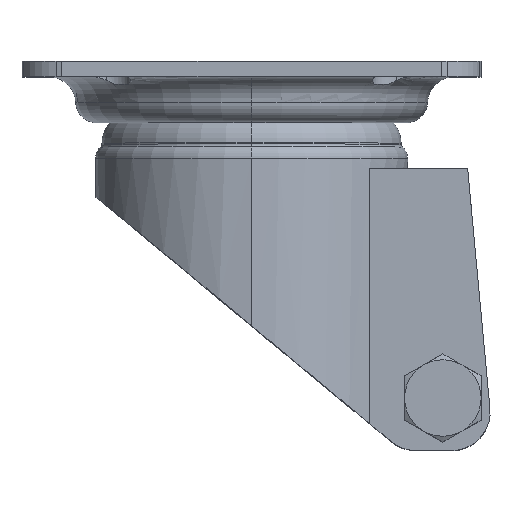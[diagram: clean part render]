
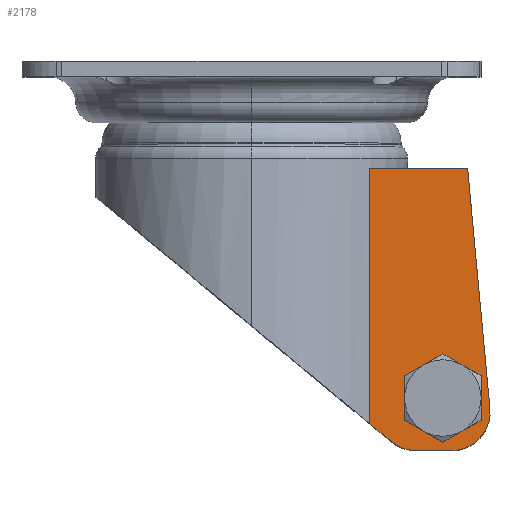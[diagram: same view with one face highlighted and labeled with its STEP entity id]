
A CAD part, top view. The second image highlights one B-rep face of the part: STEP entity #2178.
In plain terms, the highlighted planar face has unit normal (0, 0, 1).
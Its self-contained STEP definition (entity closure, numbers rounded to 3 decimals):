
#4 = CARTESIAN_POINT ( 'NONE',  ( 18.15, -42.181, 13.35 ) ) ;
#7 = DIRECTION ( 'NONE',  ( 0., -1., 0. ) ) ;
#37 = CARTESIAN_POINT ( 'NONE',  ( 26.176, -50.85, 13.35 ) ) ;
#107 = EDGE_CURVE ( 'NONE', #2598, #1265, #2411, .T. ) ;
#158 = VERTEX_POINT ( 'NONE', #3018 ) ;
#179 = AXIS2_PLACEMENT_3D ( 'NONE', #5382, #3781, #7 ) ;
#229 = CARTESIAN_POINT ( 'NONE',  ( 23.15, -50.842, 13.35 ) ) ;
#231 = EDGE_CURVE ( 'NONE', #3720, #1467, #5204, .T. ) ;
#252 = LINE ( 'NONE', #229, #993 ) ;
#295 = VERTEX_POINT ( 'NONE', #2382 ) ;
#314 = ORIENTED_EDGE ( 'NONE', *, *, #2922, .F. ) ;
#403 = DIRECTION ( 'NONE',  ( -1., 0., 0. ) ) ;
#416 = FACE_BOUND ( 'NONE', #2436, .T. ) ;
#472 = DIRECTION ( 'NONE',  ( -0.866, -0.5, 0. ) ) ;
#474 = PLANE ( 'NONE',  #179 ) ;
#498 = ORIENTED_EDGE ( 'NONE', *, *, #231, .T. ) ;
#627 = DIRECTION ( 'NONE',  ( -0.77, 0.638, 0. ) ) ;
#760 = CARTESIAN_POINT ( 'NONE',  ( 12.517, -13.99, 13.35 ) ) ;
#844 = EDGE_CURVE ( 'NONE', #1251, #4337, #252, .T. ) ;
#993 = VECTOR ( 'NONE', #2858, 1000. ) ;
#1152 = VECTOR ( 'NONE', #2447, 1000. ) ;
#1201 = VECTOR ( 'NONE', #4557, 1000. ) ;
#1251 = VERTEX_POINT ( 'NONE', #2383 ) ;
#1254 = CARTESIAN_POINT ( 'NONE',  ( 15.425, -13.99, 13.35 ) ) ;
#1265 = VERTEX_POINT ( 'NONE', #3160 ) ;
#1268 = CARTESIAN_POINT ( 'NONE',  ( 21.47, -45.85, 13.35 ) ) ;
#1319 = CARTESIAN_POINT ( 'NONE',  ( 15.425, -47.334, 13.35 ) ) ;
#1449 = VERTEX_POINT ( 'NONE', #3420 ) ;
#1457 = DIRECTION ( 'NONE',  ( 0.092, -0.996, 0. ) ) ;
#1467 = VERTEX_POINT ( 'NONE', #1319 ) ;
#1539 = EDGE_CURVE ( 'NONE', #2403, #1467, #4264, .T. ) ;
#1563 = DIRECTION ( 'NONE',  ( 0., -1., 0. ) ) ;
#1587 = LINE ( 'NONE', #2424, #3616 ) ;
#1612 = CARTESIAN_POINT ( 'NONE',  ( 18.15, -45.819, 13.35 ) ) ;
#1720 = VECTOR ( 'NONE', #1457, 1000. ) ;
#1770 = CARTESIAN_POINT ( 'NONE',  ( 20., -46.887, 13.35 ) ) ;
#1794 = DIRECTION ( 'NONE',  ( 0., -1., 0. ) ) ;
#1955 = CARTESIAN_POINT ( 'NONE',  ( 18.28, -49.7, 13.35 ) ) ;
#2000 = EDGE_CURVE ( 'NONE', #3720, #4222, #2862, .T. ) ;
#2025 = LINE ( 'NONE', #5283, #2086 ) ;
#2052 = LINE ( 'NONE', #4469, #4188 ) ;
#2086 = VECTOR ( 'NONE', #2797, 1000. ) ;
#2169 = LINE ( 'NONE', #1612, #1201 ) ;
#2178 = ADVANCED_FACE ( 'NONE', ( #4225, #416 ), #474, .F. ) ;
#2229 = LINE ( 'NONE', #4724, #4272 ) ;
#2382 = CARTESIAN_POINT ( 'NONE',  ( 30., -41.113, 13.35 ) ) ;
#2383 = CARTESIAN_POINT ( 'NONE',  ( 25., -49.774, 13.35 ) ) ;
#2387 = VECTOR ( 'NONE', #627, 1000. ) ;
#2403 = VERTEX_POINT ( 'NONE', #1955 ) ;
#2411 = CIRCLE ( 'NONE', #3205, 5. ) ;
#2424 = CARTESIAN_POINT ( 'NONE',  ( 20., -44., 13.35 ) ) ;
#2436 = EDGE_LOOP ( 'NONE', ( #5113, #4916, #3850, #5424, #3012, #4828 ) ) ;
#2447 = DIRECTION ( 'NONE',  ( 1., 0., 0. ) ) ;
#2519 = VECTOR ( 'NONE', #472, 1000. ) ;
#2546 = LINE ( 'NONE', #4, #2519 ) ;
#2598 = VERTEX_POINT ( 'NONE', #37 ) ;
#2732 = CARTESIAN_POINT ( 'NONE',  ( 28.268, -14.307, 13.35 ) ) ;
#2784 = CIRCLE ( 'NONE', #4532, 5. ) ;
#2797 = DIRECTION ( 'NONE',  ( -1., 0., 0. ) ) ;
#2858 = DIRECTION ( 'NONE',  ( 0.866, 0.5, 0. ) ) ;
#2862 = LINE ( 'NONE', #760, #1152 ) ;
#2876 = DIRECTION ( 'NONE',  ( -0.866, 0.5, 0. ) ) ;
#2922 = EDGE_CURVE ( 'NONE', #2598, #158, #2025, .T. ) ;
#2963 = EDGE_CURVE ( 'NONE', #295, #3847, #2052, .T. ) ;
#3012 = ORIENTED_EDGE ( 'NONE', *, *, #2963, .F. ) ;
#3018 = CARTESIAN_POINT ( 'NONE',  ( 21.47, -50.85, 13.35 ) ) ;
#3069 = EDGE_LOOP ( 'NONE', ( #4361, #4093, #498, #3243, #3150, #314, #4652 ) ) ;
#3094 = EDGE_CURVE ( 'NONE', #4222, #1265, #3500, .T. ) ;
#3150 = ORIENTED_EDGE ( 'NONE', *, *, #4725, .T. ) ;
#3160 = CARTESIAN_POINT ( 'NONE',  ( 31.154, -45.388, 13.35 ) ) ;
#3205 = AXIS2_PLACEMENT_3D ( 'NONE', #4300, #3945, #3837 ) ;
#3243 = ORIENTED_EDGE ( 'NONE', *, *, #1539, .F. ) ;
#3420 = CARTESIAN_POINT ( 'NONE',  ( 20., -41.113, 13.35 ) ) ;
#3500 = LINE ( 'NONE', #2732, #1720 ) ;
#3534 = EDGE_CURVE ( 'NONE', #4337, #295, #2229, .T. ) ;
#3537 = CARTESIAN_POINT ( 'NONE',  ( 15.425, -15.5, 13.35 ) ) ;
#3616 = VECTOR ( 'NONE', #1563, 1000. ) ;
#3720 = VERTEX_POINT ( 'NONE', #1254 ) ;
#3781 = DIRECTION ( 'NONE',  ( 0., 0., -1. ) ) ;
#3837 = DIRECTION ( 'NONE',  ( -1., 0., 0. ) ) ;
#3847 = VERTEX_POINT ( 'NONE', #5099 ) ;
#3849 = CARTESIAN_POINT ( 'NONE',  ( -0.215, -34.375, 13.35 ) ) ;
#3850 = ORIENTED_EDGE ( 'NONE', *, *, #5271, .F. ) ;
#3945 = DIRECTION ( 'NONE',  ( 0., 0., 1. ) ) ;
#3970 = EDGE_CURVE ( 'NONE', #3847, #1449, #2546, .T. ) ;
#4025 = EDGE_CURVE ( 'NONE', #4134, #1251, #2169, .T. ) ;
#4093 = ORIENTED_EDGE ( 'NONE', *, *, #2000, .F. ) ;
#4134 = VERTEX_POINT ( 'NONE', #1770 ) ;
#4188 = VECTOR ( 'NONE', #2876, 1000. ) ;
#4194 = CARTESIAN_POINT ( 'NONE',  ( 30., -46.887, 13.35 ) ) ;
#4222 = VERTEX_POINT ( 'NONE', #5320 ) ;
#4225 = FACE_OUTER_BOUND ( 'NONE', #3069, .T. ) ;
#4258 = DIRECTION ( 'NONE',  ( 0., 1., 0. ) ) ;
#4264 = LINE ( 'NONE', #3849, #2387 ) ;
#4272 = VECTOR ( 'NONE', #4258, 1000. ) ;
#4300 = CARTESIAN_POINT ( 'NONE',  ( 26.176, -45.85, 13.35 ) ) ;
#4337 = VERTEX_POINT ( 'NONE', #4194 ) ;
#4361 = ORIENTED_EDGE ( 'NONE', *, *, #3094, .F. ) ;
#4469 = CARTESIAN_POINT ( 'NONE',  ( 23.15, -37.158, 13.35 ) ) ;
#4532 = AXIS2_PLACEMENT_3D ( 'NONE', #1268, #5447, #403 ) ;
#4557 = DIRECTION ( 'NONE',  ( 0.866, -0.5, 0. ) ) ;
#4652 = ORIENTED_EDGE ( 'NONE', *, *, #107, .T. ) ;
#4683 = VECTOR ( 'NONE', #1794, 1000. ) ;
#4724 = CARTESIAN_POINT ( 'NONE',  ( 30., -44., 13.35 ) ) ;
#4725 = EDGE_CURVE ( 'NONE', #2403, #158, #2784, .T. ) ;
#4828 = ORIENTED_EDGE ( 'NONE', *, *, #3534, .F. ) ;
#4916 = ORIENTED_EDGE ( 'NONE', *, *, #4025, .F. ) ;
#5099 = CARTESIAN_POINT ( 'NONE',  ( 25., -38.226, 13.35 ) ) ;
#5113 = ORIENTED_EDGE ( 'NONE', *, *, #844, .F. ) ;
#5204 = LINE ( 'NONE', #3537, #4683 ) ;
#5271 = EDGE_CURVE ( 'NONE', #1449, #4134, #1587, .T. ) ;
#5283 = CARTESIAN_POINT ( 'NONE',  ( 15.425, -50.85, 13.35 ) ) ;
#5320 = CARTESIAN_POINT ( 'NONE',  ( 28.239, -13.99, 13.35 ) ) ;
#5382 = CARTESIAN_POINT ( 'NONE',  ( 15.425, -15.5, 13.35 ) ) ;
#5424 = ORIENTED_EDGE ( 'NONE', *, *, #3970, .F. ) ;
#5447 = DIRECTION ( 'NONE',  ( 0., 0., 1. ) ) ;
